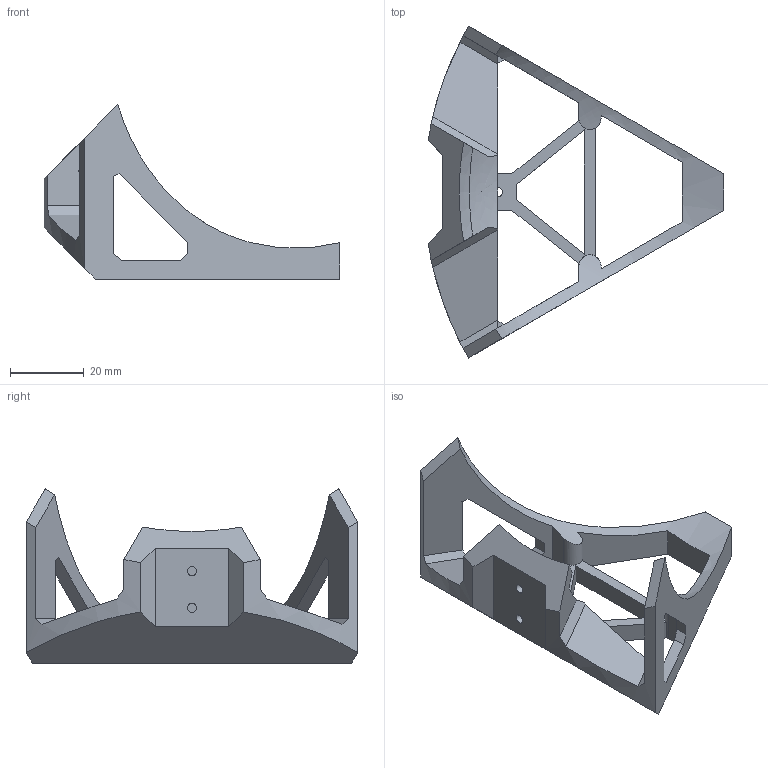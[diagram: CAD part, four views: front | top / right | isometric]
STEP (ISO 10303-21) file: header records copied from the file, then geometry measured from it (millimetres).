
FILE_DESCRIPTION(('Open CASCADE Model'),'2;1');
FILE_NAME('Open CASCADE Shape Model','2025-07-01T08:45:33',('Author'),( 'Open CASCADE'),'Open CASCADE STEP processor 7.7','Open CASCADE 7.7' ,'Unknown');
FILE_SCHEMA(('AUTOMOTIVE_DESIGN { 1 0 10303 214 1 1 1 1 }'));
Length unit declared in the file: millimetre
Products named in the file (1): Open CASCADE STEP translator 7.7 1042
Bounding box: 80.26 x 90 x 47.32 mm (x, y, z)
Volume: 29257 mm3; surface area: 14391.9 mm2
Topology: 1 solids, 1 shells, 73 faces, 219 edges, 146 vertices
Faces by surface type: plane 60, cylinder 8, revolution 3, extrusion 2
Full cylindrical faces by diameter (mm): 2.5 x6
Entity records: 8948 total; most frequent: CARTESIAN_POINT 4803, DIRECTION 682, VECTOR 474, LINE 472, ORIENTED_EDGE 436, PCURVE 436, DEFINITIONAL_REPRESENTATION 436, EDGE_CURVE 218
